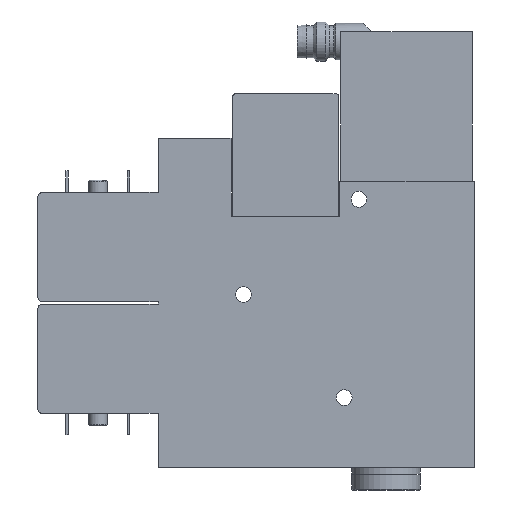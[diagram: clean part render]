
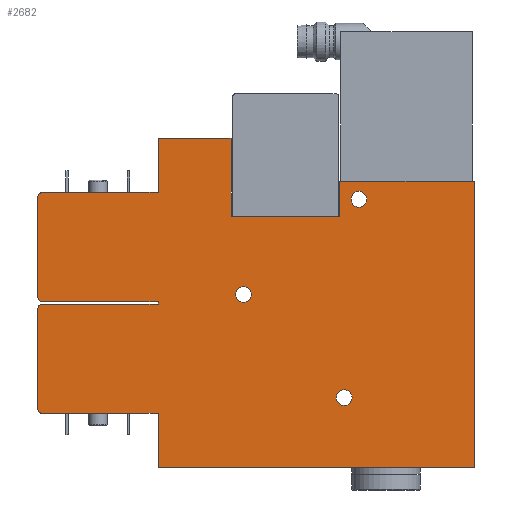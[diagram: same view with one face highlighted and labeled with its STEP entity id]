
A CAD part, left-side view. The second image highlights one B-rep face of the part: STEP entity #2682.
In plain terms, the highlighted face is planar.
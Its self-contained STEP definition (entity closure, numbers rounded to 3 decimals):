
#70=PLANE('',#2847);
#145=LINE('',#3649,#287);
#161=LINE('',#3684,#303);
#169=LINE('',#3703,#311);
#175=LINE('',#3716,#317);
#178=LINE('',#3722,#320);
#179=LINE('',#3726,#321);
#182=LINE('',#3732,#324);
#189=LINE('',#3746,#331);
#192=LINE('',#3752,#334);
#199=LINE('',#3766,#341);
#202=LINE('',#3780,#344);
#205=LINE('',#3792,#347);
#211=LINE('',#3824,#353);
#212=LINE('',#3828,#354);
#213=LINE('',#3829,#355);
#214=LINE('',#3833,#356);
#287=VECTOR('',#3057,1000.);
#303=VECTOR('',#3077,1000.);
#311=VECTOR('',#3089,1000.);
#317=VECTOR('',#3097,1000.);
#320=VECTOR('',#3102,1000.);
#321=VECTOR('',#3107,1000.);
#324=VECTOR('',#3112,1000.);
#331=VECTOR('',#3121,1000.);
#334=VECTOR('',#3126,1000.);
#341=VECTOR('',#3135,1000.);
#344=VECTOR('',#3148,1000.);
#347=VECTOR('',#3159,1000.);
#353=VECTOR('',#3191,1000.);
#354=VECTOR('',#3194,1000.);
#355=VECTOR('',#3195,1000.);
#356=VECTOR('',#3198,1000.);
#539=ORIENTED_EDGE('',*,*,#985,.F.);
#540=ORIENTED_EDGE('',*,*,#986,.F.);
#541=ORIENTED_EDGE('',*,*,#987,.F.);
#542=ORIENTED_EDGE('',*,*,#939,.F.);
#543=ORIENTED_EDGE('',*,*,#928,.F.);
#544=ORIENTED_EDGE('',*,*,#919,.F.);
#545=ORIENTED_EDGE('',*,*,#988,.F.);
#546=ORIENTED_EDGE('',*,*,#989,.F.);
#547=ORIENTED_EDGE('',*,*,#990,.F.);
#548=ORIENTED_EDGE('',*,*,#991,.F.);
#549=ORIENTED_EDGE('',*,*,#934,.F.);
#550=ORIENTED_EDGE('',*,*,#992,.F.);
#551=ORIENTED_EDGE('',*,*,#993,.F.);
#552=ORIENTED_EDGE('',*,*,#994,.F.);
#553=ORIENTED_EDGE('',*,*,#995,.F.);
#554=ORIENTED_EDGE('',*,*,#902,.F.);
#555=ORIENTED_EDGE('',*,*,#937,.F.);
#556=ORIENTED_EDGE('',*,*,#972,.F.);
#557=ORIENTED_EDGE('',*,*,#966,.F.);
#558=ORIENTED_EDGE('',*,*,#959,.F.);
#559=ORIENTED_EDGE('',*,*,#952,.F.);
#560=ORIENTED_EDGE('',*,*,#949,.F.);
#561=ORIENTED_EDGE('',*,*,#942,.F.);
#902=EDGE_CURVE('',#1135,#1136,#145,.T.);
#919=EDGE_CURVE('',#1152,#1153,#161,.T.);
#928=EDGE_CURVE('',#1153,#1161,#169,.T.);
#934=EDGE_CURVE('',#1166,#1164,#175,.T.);
#937=EDGE_CURVE('',#1168,#1135,#178,.T.);
#939=EDGE_CURVE('',#1161,#1170,#179,.T.);
#942=EDGE_CURVE('',#1170,#1172,#182,.T.);
#949=EDGE_CURVE('',#1172,#1178,#189,.T.);
#952=EDGE_CURVE('',#1178,#1180,#192,.T.);
#959=EDGE_CURVE('',#1180,#1186,#199,.T.);
#966=EDGE_CURVE('',#1186,#1192,#202,.T.);
#972=EDGE_CURVE('',#1192,#1168,#205,.T.);
#985=EDGE_CURVE('',#1206,#1206,#1326,.T.);
#986=EDGE_CURVE('',#1207,#1207,#1327,.T.);
#987=EDGE_CURVE('',#1208,#1208,#1328,.T.);
#988=EDGE_CURVE('',#1209,#1152,#1329,.T.);
#989=EDGE_CURVE('',#1210,#1209,#211,.T.);
#990=EDGE_CURVE('',#1211,#1210,#1330,.T.);
#991=EDGE_CURVE('',#1164,#1211,#212,.T.);
#992=EDGE_CURVE('',#1212,#1166,#213,.T.);
#993=EDGE_CURVE('',#1213,#1212,#1331,.T.);
#994=EDGE_CURVE('',#1214,#1213,#214,.T.);
#995=EDGE_CURVE('',#1136,#1214,#1332,.T.);
#1135=VERTEX_POINT('',#3650);
#1136=VERTEX_POINT('',#3651);
#1152=VERTEX_POINT('',#3685);
#1153=VERTEX_POINT('',#3686);
#1161=VERTEX_POINT('',#3704);
#1164=VERTEX_POINT('',#3711);
#1166=VERTEX_POINT('',#3715);
#1168=VERTEX_POINT('',#3721);
#1170=VERTEX_POINT('',#3727);
#1172=VERTEX_POINT('',#3733);
#1178=VERTEX_POINT('',#3747);
#1180=VERTEX_POINT('',#3753);
#1186=VERTEX_POINT('',#3767);
#1192=VERTEX_POINT('',#3781);
#1206=VERTEX_POINT('',#3817);
#1207=VERTEX_POINT('',#3819);
#1208=VERTEX_POINT('',#3821);
#1209=VERTEX_POINT('',#3823);
#1210=VERTEX_POINT('',#3825);
#1211=VERTEX_POINT('',#3827);
#1212=VERTEX_POINT('',#3830);
#1213=VERTEX_POINT('',#3832);
#1214=VERTEX_POINT('',#3834);
#1326=CIRCLE('',#2848,1.6);
#1327=CIRCLE('',#2849,1.6);
#1328=CIRCLE('',#2850,1.6);
#1329=CIRCLE('',#2851,1.);
#1330=CIRCLE('',#2852,1.);
#1331=CIRCLE('',#2853,1.);
#1332=CIRCLE('',#2854,1.);
#1428=EDGE_LOOP('',(#539));
#1429=EDGE_LOOP('',(#540));
#1430=EDGE_LOOP('',(#541));
#1431=EDGE_LOOP('',(#542,#543,#544,#545,#546,#547,#548,#549,#550,#551,#552,
#553,#554,#555,#556,#557,#558,#559,#560,#561));
#1644=FACE_BOUND('',#1428,.T.);
#1645=FACE_BOUND('',#1429,.T.);
#1646=FACE_BOUND('',#1430,.T.);
#1647=FACE_BOUND('',#1431,.T.);
#2682=ADVANCED_FACE('',(#1644,#1645,#1646,#1647),#70,.F.);
#2847=AXIS2_PLACEMENT_3D('',#3815,#3181,#3182);
#2848=AXIS2_PLACEMENT_3D('',#3816,#3183,#3184);
#2849=AXIS2_PLACEMENT_3D('',#3818,#3185,#3186);
#2850=AXIS2_PLACEMENT_3D('',#3820,#3187,#3188);
#2851=AXIS2_PLACEMENT_3D('',#3822,#3189,#3190);
#2852=AXIS2_PLACEMENT_3D('',#3826,#3192,#3193);
#2853=AXIS2_PLACEMENT_3D('',#3831,#3196,#3197);
#2854=AXIS2_PLACEMENT_3D('',#3835,#3199,#3200);
#3057=DIRECTION('',(0.,1.,0.));
#3077=DIRECTION('',(0.,-1.,0.));
#3089=DIRECTION('',(-1.,0.,0.));
#3097=DIRECTION('',(-1.,0.,0.));
#3102=DIRECTION('',(-1.,0.,0.));
#3107=DIRECTION('',(0.,-1.,0.));
#3112=DIRECTION('',(1.,0.,0.));
#3121=DIRECTION('',(0.,-1.,0.));
#3126=DIRECTION('',(-1.,0.,0.));
#3135=DIRECTION('',(0.,-1.,0.));
#3148=DIRECTION('',(1.,0.,0.));
#3159=DIRECTION('',(0.,1.,0.));
#3181=DIRECTION('',(0.,0.,1.));
#3182=DIRECTION('',(1.,0.,0.));
#3183=DIRECTION('',(0.,0.,-1.));
#3184=DIRECTION('',(-1.,0.,0.));
#3185=DIRECTION('',(0.,0.,-1.));
#3186=DIRECTION('',(-1.,0.,0.));
#3187=DIRECTION('',(0.,0.,-1.));
#3188=DIRECTION('',(-1.,0.,0.));
#3189=DIRECTION('',(0.,0.,1.));
#3190=DIRECTION('',(1.,0.,0.));
#3191=DIRECTION('',(-1.,0.,0.));
#3192=DIRECTION('',(0.,0.,1.));
#3193=DIRECTION('',(1.,0.,0.));
#3194=DIRECTION('',(0.,1.,0.));
#3195=DIRECTION('',(0.,-1.,0.));
#3196=DIRECTION('',(0.,0.,1.));
#3197=DIRECTION('',(1.,0.,0.));
#3198=DIRECTION('',(-1.,0.,0.));
#3199=DIRECTION('',(0.,0.,1.));
#3200=DIRECTION('',(1.,0.,0.));
#3649=CARTESIAN_POINT('',(-11.,64.4,-7.5));
#3650=CARTESIAN_POINT('',(-11.,64.4,-7.5));
#3651=CARTESIAN_POINT('',(-11.,87.9,-7.5));
#3684=CARTESIAN_POINT('',(-56.,87.9,-7.5));
#3685=CARTESIAN_POINT('',(-56.,87.9,-7.5));
#3686=CARTESIAN_POINT('',(-56.,64.4,-7.5));
#3703=CARTESIAN_POINT('',(0.,64.4,-7.5));
#3704=CARTESIAN_POINT('',(-67.,64.4,-7.5));
#3711=CARTESIAN_POINT('',(-33.75,64.4,-7.5));
#3715=CARTESIAN_POINT('',(-33.25,64.4,-7.5));
#3716=CARTESIAN_POINT('',(0.,64.4,-7.5));
#3721=CARTESIAN_POINT('',(0.,64.4,-7.5));
#3722=CARTESIAN_POINT('',(0.,64.4,-7.5));
#3726=CARTESIAN_POINT('',(-67.,64.4,-7.5));
#3727=CARTESIAN_POINT('',(-67.,49.538,-7.5));
#3732=CARTESIAN_POINT('',(-67.,49.538,-7.5));
#3733=CARTESIAN_POINT('',(-51.14,49.538,-7.5));
#3746=CARTESIAN_POINT('',(-51.14,49.538,-7.5));
#3747=CARTESIAN_POINT('',(-51.14,27.4,-7.5));
#3752=CARTESIAN_POINT('',(-51.14,27.4,-7.5));
#3753=CARTESIAN_POINT('',(-58.3,27.4,-7.5));
#3766=CARTESIAN_POINT('',(-58.3,27.4,-7.5));
#3767=CARTESIAN_POINT('',(-58.3,0.,-7.5));
#3780=CARTESIAN_POINT('',(-58.3,0.,-7.5));
#3781=CARTESIAN_POINT('',(0.,0.,-7.5));
#3792=CARTESIAN_POINT('',(0.,0.,-7.5));
#3815=CARTESIAN_POINT('',(0.,0.,-7.5));
#3816=CARTESIAN_POINT('',(-54.6,23.5,-7.5));
#3817=CARTESIAN_POINT('',(-56.2,23.5,-7.5));
#3818=CARTESIAN_POINT('',(-35.2,47.,-7.5));
#3819=CARTESIAN_POINT('',(-36.8,47.,-7.5));
#3820=CARTESIAN_POINT('',(-14.2,26.5,-7.5));
#3821=CARTESIAN_POINT('',(-15.8,26.5,-7.5));
#3822=CARTESIAN_POINT('',(-55.,87.9,-7.5));
#3823=CARTESIAN_POINT('',(-55.,88.9,-7.5));
#3824=CARTESIAN_POINT('',(-34.75,88.9,-7.5));
#3825=CARTESIAN_POINT('',(-34.75,88.9,-7.5));
#3826=CARTESIAN_POINT('',(-34.75,87.9,-7.5));
#3827=CARTESIAN_POINT('',(-33.75,87.9,-7.5));
#3828=CARTESIAN_POINT('',(-33.75,64.4,-7.5));
#3829=CARTESIAN_POINT('',(-33.25,87.9,-7.5));
#3830=CARTESIAN_POINT('',(-33.25,87.9,-7.5));
#3831=CARTESIAN_POINT('',(-32.25,87.9,-7.5));
#3832=CARTESIAN_POINT('',(-32.25,88.9,-7.5));
#3833=CARTESIAN_POINT('',(-12.,88.9,-7.5));
#3834=CARTESIAN_POINT('',(-12.,88.9,-7.5));
#3835=CARTESIAN_POINT('',(-12.,87.9,-7.5));
